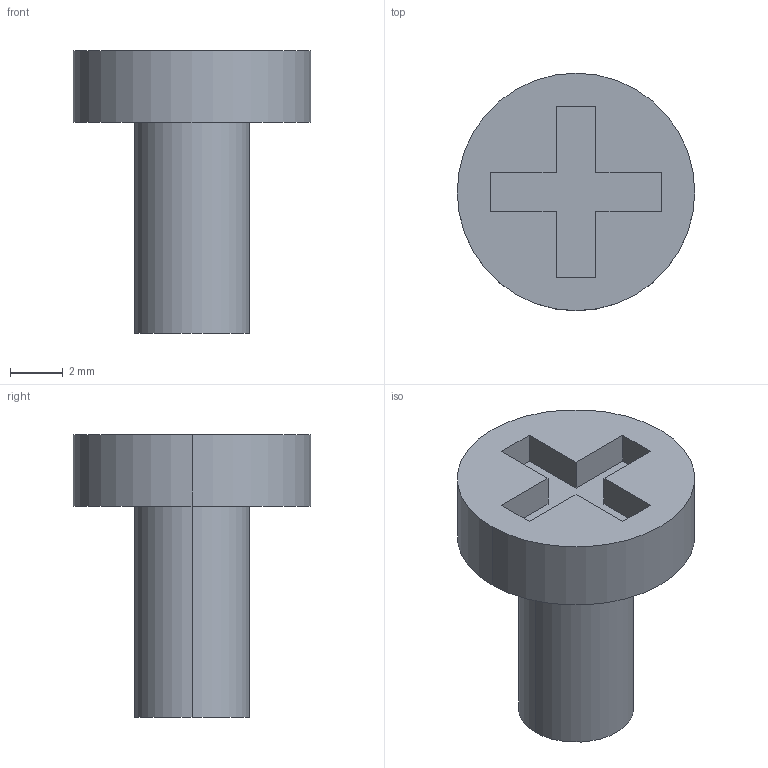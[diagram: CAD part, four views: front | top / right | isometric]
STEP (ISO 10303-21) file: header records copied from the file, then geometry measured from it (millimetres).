
FILE_DESCRIPTION(('produced by SPATIAL CORP'),'2;1');
FILE_NAME( 'screw_potentiometer_to_frame_back.hh.sat.stp','2002-04-12T11:54:44+00:00',('SPATIAL CORP'),('SPATIAL CORP' ),'ACIS STEP Husk','http://www.spatial.com','SPATIAL CORP');
FILE_SCHEMA(('CONFIG_CONTROL_DESIGN'));
Length unit declared in the file: millimetre
Products named in the file (1): PRODUCT_ID_1
Bounding box: 9 x 9 x 10.7 mm (x, y, z)
Volume: 270.5 mm3; surface area: 344.4 mm2
Topology: 1 solids, 1 shells, 20 faces, 48 edges, 32 vertices
Faces by surface type: plane 16, cylinder 4
Entity records: 635 total; most frequent: ORIENTED_EDGE 96, CARTESIAN_POINT 94, DIRECTION 84, EDGE_CURVE 48, VECTOR 40, LINE 40, VERTEX_POINT 32, EDGE_LOOP 22
